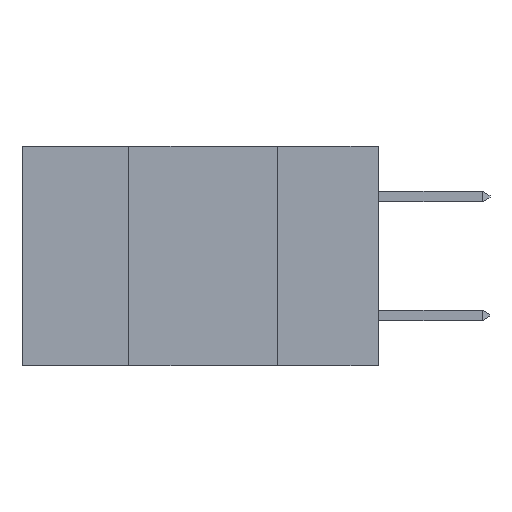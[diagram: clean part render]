
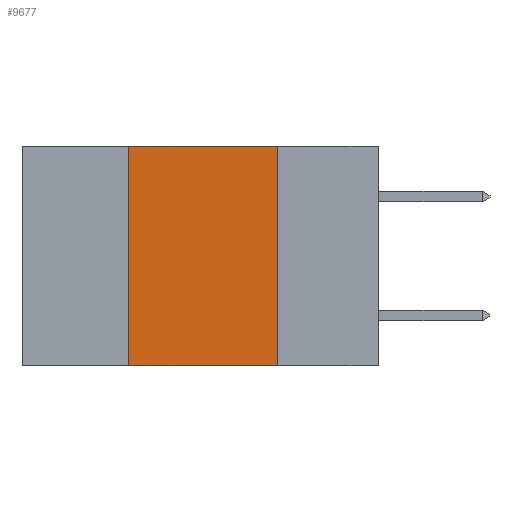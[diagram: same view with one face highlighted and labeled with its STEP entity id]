
A CAD part, left-side view. The second image highlights one B-rep face of the part: STEP entity #9677.
In plain terms, the highlighted planar face has unit normal (-1, 0, 0).
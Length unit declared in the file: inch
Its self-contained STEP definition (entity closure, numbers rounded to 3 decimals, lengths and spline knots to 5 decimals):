
#935 = CARTESIAN_POINT ( 'NONE',  ( 0., 0.17, -0.37 ) ) ;
#947 = ORIENTED_EDGE ( 'NONE', *, *, #6990, .T. ) ;
#2288 = EDGE_CURVE ( 'NONE', #18079, #19571, #22802, .T. ) ;
#2508 = VECTOR ( 'NONE', #7206, 39.37008 ) ;
#2756 = ORIENTED_EDGE ( 'NONE', *, *, #10543, .F. ) ;
#3107 = LINE ( 'NONE', #16633, #2508 ) ;
#3857 = CARTESIAN_POINT ( 'NONE',  ( 0., 0.42, 0. ) ) ;
#4310 = VERTEX_POINT ( 'NONE', #3857 ) ;
#4666 = PLANE ( 'NONE',  #21100 ) ;
#4752 = CARTESIAN_POINT ( 'NONE',  ( 0., 0.6, 0. ) ) ;
#4846 = ORIENTED_EDGE ( 'NONE', *, *, #12516, .F. ) ;
#4909 = ORIENTED_EDGE ( 'NONE', *, *, #2288, .F. ) ;
#5025 = CARTESIAN_POINT ( 'NONE',  ( 0., 0.6, -0.37 ) ) ;
#5074 = EDGE_LOOP ( 'NONE', ( #4909, #4846, #2756, #947 ) ) ;
#5150 = CARTESIAN_POINT ( 'NONE',  ( 0., 0.42, 0. ) ) ;
#5817 = VERTEX_POINT ( 'NONE', #16264 ) ;
#6711 = DIRECTION ( 'NONE',  ( 0., 0., -1. ) ) ;
#6990 = EDGE_CURVE ( 'NONE', #5817, #19571, #12026, .T. ) ;
#7206 = DIRECTION ( 'NONE',  ( 0., -1., 0. ) ) ;
#8288 = LINE ( 'NONE', #5150, #17749 ) ;
#9447 = DIRECTION ( 'NONE',  ( 0., 0., -1. ) ) ;
#9677 = ADVANCED_FACE ( 'NONE', ( #22092 ), #4666, .F. ) ;
#10543 = EDGE_CURVE ( 'NONE', #5817, #4310, #8288, .T. ) ;
#12026 = LINE ( 'NONE', #5025, #21345 ) ;
#12516 = EDGE_CURVE ( 'NONE', #4310, #18079, #3107, .T. ) ;
#12955 = VECTOR ( 'NONE', #9447, 39.37008 ) ;
#15631 = CARTESIAN_POINT ( 'NONE',  ( 0., 0.17, 0. ) ) ;
#16264 = CARTESIAN_POINT ( 'NONE',  ( 0., 0.42, -0.37 ) ) ;
#16633 = CARTESIAN_POINT ( 'NONE',  ( 0., 0.6, 0. ) ) ;
#17749 = VECTOR ( 'NONE', #18392, 39.37008 ) ;
#18033 = DIRECTION ( 'NONE',  ( 1., 0., 0. ) ) ;
#18079 = VERTEX_POINT ( 'NONE', #15631 ) ;
#18392 = DIRECTION ( 'NONE',  ( 0., 0., 1. ) ) ;
#18664 = CARTESIAN_POINT ( 'NONE',  ( 0., 0.17, 0. ) ) ;
#19571 = VERTEX_POINT ( 'NONE', #935 ) ;
#21100 = AXIS2_PLACEMENT_3D ( 'NONE', #4752, #18033, #6711 ) ;
#21345 = VECTOR ( 'NONE', #23511, 39.37008 ) ;
#22092 = FACE_OUTER_BOUND ( 'NONE', #5074, .T. ) ;
#22802 = LINE ( 'NONE', #18664, #12955 ) ;
#23511 = DIRECTION ( 'NONE',  ( 0., -1., 0. ) ) ;
